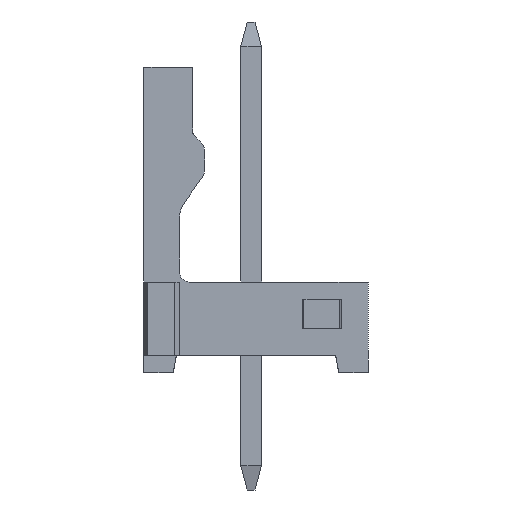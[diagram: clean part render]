
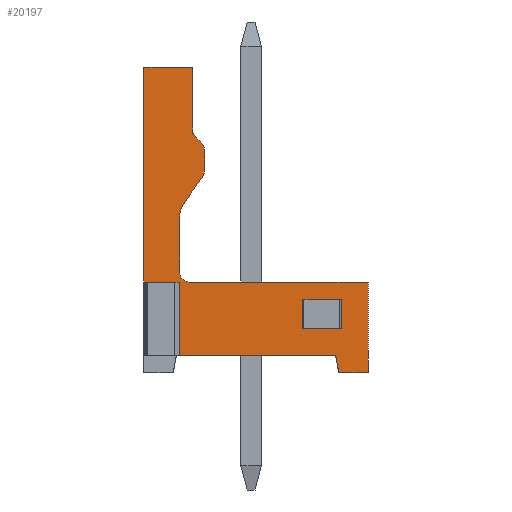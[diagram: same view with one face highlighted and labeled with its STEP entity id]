
A CAD part, left-side view. The second image highlights one B-rep face of the part: STEP entity #20197.
In plain terms, the highlighted planar face has unit normal (-1, 0, 0).
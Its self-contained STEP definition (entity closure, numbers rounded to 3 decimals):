
#19129=CARTESIAN_POINT('',(-12.5,-3.6,2.8));
#19130=VERTEX_POINT('',#19129);
#19137=CARTESIAN_POINT('',(-12.5,-3.6,0.));
#19138=VERTEX_POINT('',#19137);
#19139=CARTESIAN_POINT('',(-12.5,-3.6,2.8));
#19140=DIRECTION('',(0.,0.,-1.));
#19141=VECTOR('',#19140,2.8);
#19142=LINE('',#19139,#19141);
#19143=EDGE_CURVE('',#19130,#19138,#19142,.T.);
#19291=CARTESIAN_POINT('',(-12.5,3.3,2.8));
#19292=VERTEX_POINT('',#19291);
#19299=CARTESIAN_POINT('',(-12.5,3.3,9.4));
#19300=VERTEX_POINT('',#19299);
#19301=CARTESIAN_POINT('',(-12.5,3.3,2.8));
#19302=DIRECTION('',(0.,0.,1.));
#19303=VECTOR('',#19302,6.6);
#19304=LINE('',#19301,#19303);
#19305=EDGE_CURVE('',#19292,#19300,#19304,.T.);
#19323=CARTESIAN_POINT('',(-12.5,1.8,9.4));
#19324=VERTEX_POINT('',#19323);
#19325=CARTESIAN_POINT('',(-12.5,3.3,9.4));
#19326=DIRECTION('',(0.,-1.,0.));
#19327=VECTOR('',#19326,1.5);
#19328=LINE('',#19325,#19327);
#19329=EDGE_CURVE('',#19300,#19324,#19328,.T.);
#19347=CARTESIAN_POINT('',(-12.5,1.8,7.445));
#19348=VERTEX_POINT('',#19347);
#19349=CARTESIAN_POINT('',(-12.5,1.8,9.4));
#19350=DIRECTION('',(0.,0.,-1.));
#19351=VECTOR('',#19350,1.955);
#19352=LINE('',#19349,#19351);
#19353=EDGE_CURVE('',#19324,#19348,#19352,.T.);
#19371=CARTESIAN_POINT('',(-12.5,1.741,7.304));
#19372=VERTEX_POINT('',#19371);
#19373=CARTESIAN_POINT('',(-12.5,1.6,7.445));
#19374=DIRECTION('',(0.,1.,0.));
#19375=DIRECTION('',(-1.,0.,0.));
#19376=AXIS2_PLACEMENT_3D('',#19373,#19375,#19374);
#19377=CIRCLE('',#19376,0.2);
#19378=EDGE_CURVE('',#19348,#19372,#19377,.T.);
#19396=CARTESIAN_POINT('',(-12.5,1.566,7.129));
#19397=VERTEX_POINT('',#19396);
#19398=CARTESIAN_POINT('',(-12.5,1.741,7.304));
#19399=DIRECTION('',(0.,-0.707,-0.707));
#19400=VECTOR('',#19399,0.247);
#19401=LINE('',#19398,#19400);
#19402=EDGE_CURVE('',#19372,#19397,#19401,.T.);
#19420=CARTESIAN_POINT('',(-12.5,1.42,6.776));
#19421=VERTEX_POINT('',#19420);
#19422=CARTESIAN_POINT('',(-12.5,1.92,6.776));
#19423=DIRECTION('',(0.,-0.707,0.707));
#19424=DIRECTION('',(1.,0.,0.));
#19425=AXIS2_PLACEMENT_3D('',#19422,#19424,#19423);
#19426=CIRCLE('',#19425,0.5);
#19427=EDGE_CURVE('',#19397,#19421,#19426,.T.);
#19445=CARTESIAN_POINT('',(-12.5,1.42,6.3));
#19446=VERTEX_POINT('',#19445);
#19447=CARTESIAN_POINT('',(-12.5,1.42,6.776));
#19448=DIRECTION('',(0.,0.,-1.));
#19449=VECTOR('',#19448,0.476);
#19450=LINE('',#19447,#19449);
#19451=EDGE_CURVE('',#19421,#19446,#19450,.T.);
#19469=CARTESIAN_POINT('',(-12.5,1.51,6.013));
#19470=VERTEX_POINT('',#19469);
#19471=CARTESIAN_POINT('',(-12.5,1.92,6.3));
#19472=DIRECTION('',(0.,-1.,0.));
#19473=DIRECTION('',(1.,0.,0.));
#19474=AXIS2_PLACEMENT_3D('',#19471,#19473,#19472);
#19475=CIRCLE('',#19474,0.5);
#19476=EDGE_CURVE('',#19446,#19470,#19475,.T.);
#19494=CARTESIAN_POINT('',(-12.5,2.064,5.222));
#19495=VERTEX_POINT('',#19494);
#19496=CARTESIAN_POINT('',(-12.5,1.51,6.013));
#19497=DIRECTION('',(0.,0.574,-0.819));
#19498=VECTOR('',#19497,0.966);
#19499=LINE('',#19496,#19498);
#19500=EDGE_CURVE('',#19470,#19495,#19499,.T.);
#19518=CARTESIAN_POINT('',(-12.5,2.2,4.792));
#19519=VERTEX_POINT('',#19518);
#19520=CARTESIAN_POINT('',(-12.5,1.45,4.792));
#19521=DIRECTION('',(0.,0.819,0.574));
#19522=DIRECTION('',(-1.,0.,0.));
#19523=AXIS2_PLACEMENT_3D('',#19520,#19522,#19521);
#19524=CIRCLE('',#19523,0.75);
#19525=EDGE_CURVE('',#19495,#19519,#19524,.T.);
#19543=CARTESIAN_POINT('',(-12.5,2.2,3.1));
#19544=VERTEX_POINT('',#19543);
#19545=CARTESIAN_POINT('',(-12.5,2.2,4.792));
#19546=DIRECTION('',(0.,0.,-1.));
#19547=VECTOR('',#19546,1.692);
#19548=LINE('',#19545,#19547);
#19549=EDGE_CURVE('',#19519,#19544,#19548,.T.);
#19567=CARTESIAN_POINT('',(-12.5,1.9,2.8));
#19568=VERTEX_POINT('',#19567);
#19569=CARTESIAN_POINT('',(-12.5,1.9,3.1));
#19570=DIRECTION('',(0.,1.,0.));
#19571=DIRECTION('',(-1.,0.,0.));
#19572=AXIS2_PLACEMENT_3D('',#19569,#19571,#19570);
#19573=CIRCLE('',#19572,0.3);
#19574=EDGE_CURVE('',#19544,#19568,#19573,.T.);
#19760=CARTESIAN_POINT('',(-12.5,-2.6,0.55));
#19761=VERTEX_POINT('',#19760);
#19768=CARTESIAN_POINT('',(-12.5,2.2,0.55));
#19769=VERTEX_POINT('',#19768);
#19770=CARTESIAN_POINT('',(-12.5,-2.6,0.55));
#19771=DIRECTION('',(0.,1.,0.));
#19772=VECTOR('',#19771,4.8);
#19773=LINE('',#19770,#19772);
#19774=EDGE_CURVE('',#19761,#19769,#19773,.T.);
#20096=CARTESIAN_POINT('',(-12.5,-2.7,0.));
#20097=VERTEX_POINT('',#20096);
#20106=CARTESIAN_POINT('',(-12.5,-3.6,0.));
#20107=DIRECTION('',(0.,1.,0.));
#20108=VECTOR('',#20107,0.9);
#20109=LINE('',#20106,#20108);
#20110=EDGE_CURVE('',#19138,#20097,#20109,.T.);
#20115=CARTESIAN_POINT('',(-12.5,-0.15,4.7));
#20116=DIRECTION('',(0.,1.,0.));
#20117=DIRECTION('',(-1.,0.,0.));
#20118=AXIS2_PLACEMENT_3D('',#20115,#20117,#20116);
#20119=PLANE('',#20118);
#20120=CARTESIAN_POINT('',(-12.5,-3.6,2.8));
#20121=DIRECTION('',(0.,1.,0.));
#20122=VECTOR('',#20121,5.5);
#20123=LINE('',#20120,#20122);
#20124=EDGE_CURVE('',#19130,#19568,#20123,.T.);
#20125=ORIENTED_EDGE('',*,*,#20124,.T.);
#20126=ORIENTED_EDGE('',*,*,#19574,.F.);
#20127=ORIENTED_EDGE('',*,*,#19549,.F.);
#20128=ORIENTED_EDGE('',*,*,#19525,.F.);
#20129=ORIENTED_EDGE('',*,*,#19500,.F.);
#20130=ORIENTED_EDGE('',*,*,#19476,.F.);
#20131=ORIENTED_EDGE('',*,*,#19451,.F.);
#20132=ORIENTED_EDGE('',*,*,#19427,.F.);
#20133=ORIENTED_EDGE('',*,*,#19402,.F.);
#20134=ORIENTED_EDGE('',*,*,#19378,.F.);
#20135=ORIENTED_EDGE('',*,*,#19353,.F.);
#20136=ORIENTED_EDGE('',*,*,#19329,.F.);
#20137=ORIENTED_EDGE('',*,*,#19305,.F.);
#20138=CARTESIAN_POINT('',(-12.5,2.2,2.8));
#20139=VERTEX_POINT('',#20138);
#20140=CARTESIAN_POINT('',(-12.5,3.3,2.8));
#20141=DIRECTION('',(0.,-1.,0.));
#20142=VECTOR('',#20141,1.1);
#20143=LINE('',#20140,#20142);
#20144=EDGE_CURVE('',#19292,#20139,#20143,.T.);
#20145=ORIENTED_EDGE('',*,*,#20144,.T.);
#20146=CARTESIAN_POINT('',(-12.5,2.2,2.8));
#20147=DIRECTION('',(0.,0.,-1.));
#20148=VECTOR('',#20147,2.25);
#20149=LINE('',#20146,#20148);
#20150=EDGE_CURVE('',#20139,#19769,#20149,.T.);
#20151=ORIENTED_EDGE('',*,*,#20150,.T.);
#20152=ORIENTED_EDGE('',*,*,#19774,.F.);
#20153=CARTESIAN_POINT('',(-12.5,-2.6,0.55));
#20154=DIRECTION('',(0.,-0.179,-0.984));
#20155=VECTOR('',#20154,0.559);
#20156=LINE('',#20153,#20155);
#20157=EDGE_CURVE('',#19761,#20097,#20156,.T.);
#20158=ORIENTED_EDGE('',*,*,#20157,.T.);
#20159=ORIENTED_EDGE('',*,*,#20110,.F.);
#20160=ORIENTED_EDGE('',*,*,#19143,.F.);
#20161=EDGE_LOOP('',(#20125,#20126,#20127,#20128,#20129,#20130,#20131,#20132,#20133,#20134,#20135,#20136,#20137,#20145,#20151,#20152,#20158,#20159,#20160));
#20162=FACE_OUTER_BOUND('',#20161,.T.);
#20163=CARTESIAN_POINT('',(-12.5,-2.775,2.275));
#20164=VERTEX_POINT('',#20163);
#20165=CARTESIAN_POINT('',(-12.5,-2.775,1.375));
#20166=VERTEX_POINT('',#20165);
#20167=CARTESIAN_POINT('',(-12.5,-2.775,2.275));
#20168=DIRECTION('',(0.,0.,-1.));
#20169=VECTOR('',#20168,0.9);
#20170=LINE('',#20167,#20169);
#20171=EDGE_CURVE('',#20164,#20166,#20170,.T.);
#20172=ORIENTED_EDGE('',*,*,#20171,.T.);
#20173=CARTESIAN_POINT('',(-12.5,-1.575,1.375));
#20174=VERTEX_POINT('',#20173);
#20175=CARTESIAN_POINT('',(-12.5,-2.775,1.375));
#20176=DIRECTION('',(0.,1.,0.));
#20177=VECTOR('',#20176,1.2);
#20178=LINE('',#20175,#20177);
#20179=EDGE_CURVE('',#20166,#20174,#20178,.T.);
#20180=ORIENTED_EDGE('',*,*,#20179,.T.);
#20181=CARTESIAN_POINT('',(-12.5,-1.575,2.275));
#20182=VERTEX_POINT('',#20181);
#20183=CARTESIAN_POINT('',(-12.5,-1.575,1.375));
#20184=DIRECTION('',(0.,0.,1.));
#20185=VECTOR('',#20184,0.9);
#20186=LINE('',#20183,#20185);
#20187=EDGE_CURVE('',#20174,#20182,#20186,.T.);
#20188=ORIENTED_EDGE('',*,*,#20187,.T.);
#20189=CARTESIAN_POINT('',(-12.5,-1.575,2.275));
#20190=DIRECTION('',(0.,-1.,0.));
#20191=VECTOR('',#20190,1.2);
#20192=LINE('',#20189,#20191);
#20193=EDGE_CURVE('',#20182,#20164,#20192,.T.);
#20194=ORIENTED_EDGE('',*,*,#20193,.T.);
#20195=EDGE_LOOP('',(#20172,#20180,#20188,#20194));
#20196=FACE_BOUND('',#20195,.T.);
#20197=ADVANCED_FACE('',(#20162,#20196),#20119,.T.);
